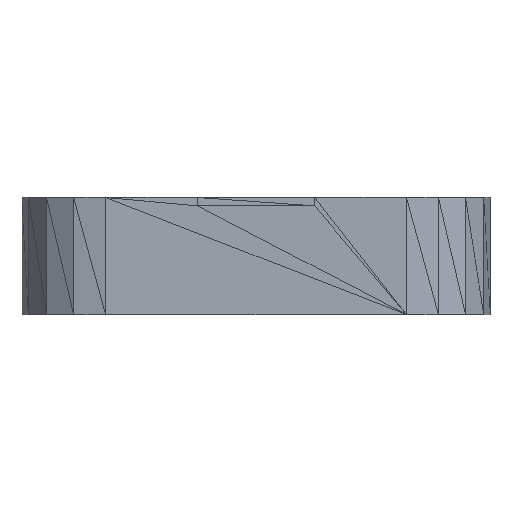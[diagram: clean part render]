
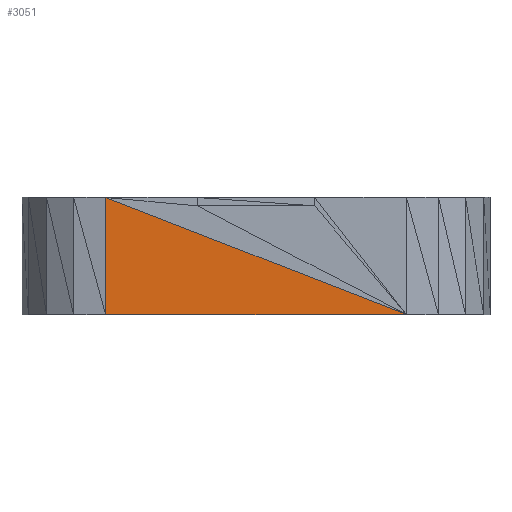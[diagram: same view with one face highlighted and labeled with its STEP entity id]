
A CAD part, front view. The second image highlights one B-rep face of the part: STEP entity #3051.
In plain terms, the highlighted planar face has unit normal (0, -1, 0).
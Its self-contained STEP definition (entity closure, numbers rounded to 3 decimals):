
#1781 = VERTEX_POINT('',#1782);
#1782 = CARTESIAN_POINT('',(9.,-5.,0.));
#1821 = PLANE('',#1822);
#1822 = AXIS2_PLACEMENT_3D('',#1823,#1824,#1825);
#1823 = CARTESIAN_POINT('',(-13.619,-1.913,0.));
#1824 = DIRECTION('',(0.,0.,1.));
#1825 = DIRECTION('',(1.,0.,0.));
#1836 = EDGE_CURVE('',#1781,#1837,#1839,.T.);
#1837 = VERTEX_POINT('',#1838);
#1838 = CARTESIAN_POINT('',(-9.,-5.,0.));
#1839 = SURFACE_CURVE('',#1840,(#1844,#1851),.PCURVE_S1.);
#1840 = LINE('',#1841,#1842);
#1841 = CARTESIAN_POINT('',(9.,-5.,0.));
#1842 = VECTOR('',#1843,1.);
#1843 = DIRECTION('',(-1.,0.,0.));
#1844 = PCURVE('',#1821,#1845);
#1845 = DEFINITIONAL_REPRESENTATION('',(#1846),#1850);
#1846 = LINE('',#1847,#1848);
#1847 = CARTESIAN_POINT('',(22.619,-3.087));
#1848 = VECTOR('',#1849,1.);
#1849 = DIRECTION('',(-1.,0.));
#1850 = ( GEOMETRIC_REPRESENTATION_CONTEXT(2) 
PARAMETRIC_REPRESENTATION_CONTEXT() REPRESENTATION_CONTEXT('2D SPACE',''
  ) );
#1851 = PCURVE('',#1852,#1857);
#1852 = PLANE('',#1853);
#1853 = AXIS2_PLACEMENT_3D('',#1854,#1855,#1856);
#1854 = CARTESIAN_POINT('',(-9.,-5.,7.));
#1855 = DIRECTION('',(0.,1.,0.));
#1856 = DIRECTION('',(0.,0.,1.));
#1857 = DEFINITIONAL_REPRESENTATION('',(#1858),#1861);
#1858 = B_SPLINE_CURVE_WITH_KNOTS('',1,(#1859,#1860),.UNSPECIFIED.,.F.,
  .F.,(2,2),(0.,18.),.PIECEWISE_BEZIER_KNOTS.);
#1859 = CARTESIAN_POINT('',(-7.,18.));
#1860 = CARTESIAN_POINT('',(-7.,0.));
#1861 = ( GEOMETRIC_REPRESENTATION_CONTEXT(2) 
PARAMETRIC_REPRESENTATION_CONTEXT() REPRESENTATION_CONTEXT('2D SPACE',''
  ) );
#2990 = PLANE('',#2991);
#2991 = AXIS2_PLACEMENT_3D('',#2992,#2993,#2994);
#2992 = CARTESIAN_POINT('',(-9.544,-4.892,
    3.921));
#2993 = DIRECTION('',(0.195,0.981,0.)
  );
#2994 = DIRECTION('',(0.981,-0.195,0.));
#3005 = VERTEX_POINT('',#3006);
#3006 = CARTESIAN_POINT('',(-9.,-5.,7.));
#3032 = EDGE_CURVE('',#1837,#3005,#3033,.T.);
#3033 = SURFACE_CURVE('',#3034,(#3038,#3045),.PCURVE_S1.);
#3034 = LINE('',#3035,#3036);
#3035 = CARTESIAN_POINT('',(-9.,-5.,0.));
#3036 = VECTOR('',#3037,1.);
#3037 = DIRECTION('',(0.,0.,1.));
#3038 = PCURVE('',#2990,#3039);
#3039 = DEFINITIONAL_REPRESENTATION('',(#3040),#3044);
#3040 = LINE('',#3041,#3042);
#3041 = CARTESIAN_POINT('',(0.554,3.921));
#3042 = VECTOR('',#3043,1.);
#3043 = DIRECTION('',(0.,-1.));
#3044 = ( GEOMETRIC_REPRESENTATION_CONTEXT(2) 
PARAMETRIC_REPRESENTATION_CONTEXT() REPRESENTATION_CONTEXT('2D SPACE',''
  ) );
#3045 = PCURVE('',#1852,#3046);
#3046 = DEFINITIONAL_REPRESENTATION('',(#3047),#3050);
#3047 = B_SPLINE_CURVE_WITH_KNOTS('',1,(#3048,#3049),.UNSPECIFIED.,.F.,
  .F.,(2,2),(0.,7.),.PIECEWISE_BEZIER_KNOTS.);
#3048 = CARTESIAN_POINT('',(-7.,0.));
#3049 = CARTESIAN_POINT('',(0.,0.));
#3050 = ( GEOMETRIC_REPRESENTATION_CONTEXT(2) 
PARAMETRIC_REPRESENTATION_CONTEXT() REPRESENTATION_CONTEXT('2D SPACE',''
  ) );
#3051 = ADVANCED_FACE('',(#3052),#1852,.F.);
#3052 = FACE_BOUND('',#3053,.T.);
#3053 = EDGE_LOOP('',(#3054,#3055,#3056));
#3054 = ORIENTED_EDGE('',*,*,#3032,.F.);
#3055 = ORIENTED_EDGE('',*,*,#1836,.F.);
#3056 = ORIENTED_EDGE('',*,*,#3057,.T.);
#3057 = EDGE_CURVE('',#1781,#3005,#3058,.T.);
#3058 = SURFACE_CURVE('',#3059,(#3063,#3070),.PCURVE_S1.);
#3059 = LINE('',#3060,#3061);
#3060 = CARTESIAN_POINT('',(9.,-5.,0.));
#3061 = VECTOR('',#3062,1.);
#3062 = DIRECTION('',(-0.932,0.,0.362));
#3063 = PCURVE('',#1852,#3064);
#3064 = DEFINITIONAL_REPRESENTATION('',(#3065),#3069);
#3065 = LINE('',#3066,#3067);
#3066 = CARTESIAN_POINT('',(-7.,18.));
#3067 = VECTOR('',#3068,1.);
#3068 = DIRECTION('',(0.362,-0.932));
#3069 = ( GEOMETRIC_REPRESENTATION_CONTEXT(2) 
PARAMETRIC_REPRESENTATION_CONTEXT() REPRESENTATION_CONTEXT('2D SPACE',''
  ) );
#3070 = PCURVE('',#3071,#3076);
#3071 = PLANE('',#3072);
#3072 = AXIS2_PLACEMENT_3D('',#3073,#3074,#3075);
#3073 = CARTESIAN_POINT('',(-3.5,-5.,6.5));
#3074 = DIRECTION('',(0.,1.,0.));
#3075 = DIRECTION('',(0.,0.,1.));
#3076 = DEFINITIONAL_REPRESENTATION('',(#3077),#3080);
#3077 = B_SPLINE_CURVE_WITH_KNOTS('',1,(#3078,#3079),.UNSPECIFIED.,.F.,
  .F.,(2,2),(0.,19.313),.PIECEWISE_BEZIER_KNOTS.);
#3078 = CARTESIAN_POINT('',(-6.5,12.5));
#3079 = CARTESIAN_POINT('',(0.5,-5.5));
#3080 = ( GEOMETRIC_REPRESENTATION_CONTEXT(2) 
PARAMETRIC_REPRESENTATION_CONTEXT() REPRESENTATION_CONTEXT('2D SPACE',''
  ) );
